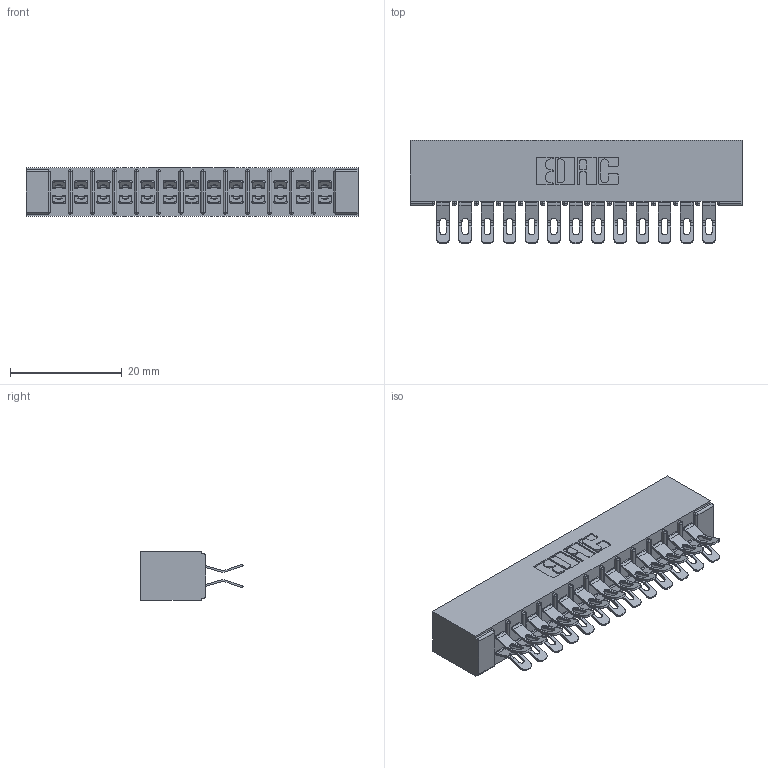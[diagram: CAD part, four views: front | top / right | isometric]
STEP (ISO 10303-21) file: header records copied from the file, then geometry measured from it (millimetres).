
FILE_DESCRIPTION (( 'STEP AP203' ), '1' );
FILE_NAME ('315-026-555-201.STEP', '2019-09-10T14:56:38', ( '' ), ( '' ), 'SwSTEP 2.0', 'SolidWorks 2016', '' );
FILE_SCHEMA (( 'CONFIG_CONTROL_DESIGN' ));
Length unit declared in the file: inch
Products named in the file (3): 305-290-001_555; 315-026-555-201; 305 Part_No Mounting
Assembly tree (27 placements, depth 2):
  315-026-555-201
    305 Part_No Mounting
    305-290-001_555  x26
Bounding box: 59.39 x 18.41 x 8.71 mm (x, y, z)
Volume: 4009.7 mm3; surface area: 8037.1 mm2
Topology: 27 solids, 27 shells, 1824 faces, 5427 edges, 3546 vertices
Faces by surface type: plane 896, cylinder 876, sphere 52
Entity records: 17952 total; most frequent: CARTESIAN_POINT 2987, ORIENTED_EDGE 2950, DIRECTION 2905, EDGE_CURVE 1475, LINE 1145, VECTOR 1145, VERTEX_POINT 946, AXIS2_PLACEMENT_3D 880
